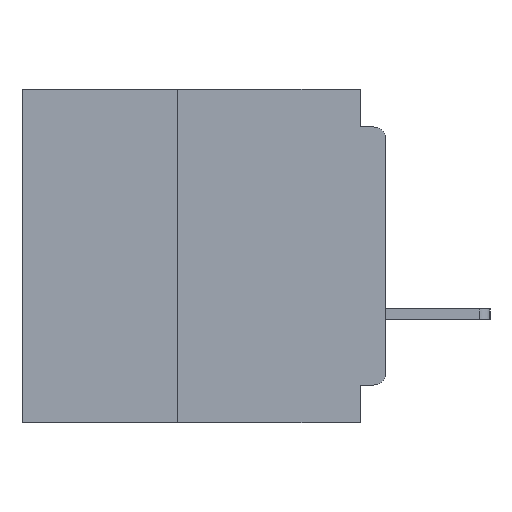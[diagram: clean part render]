
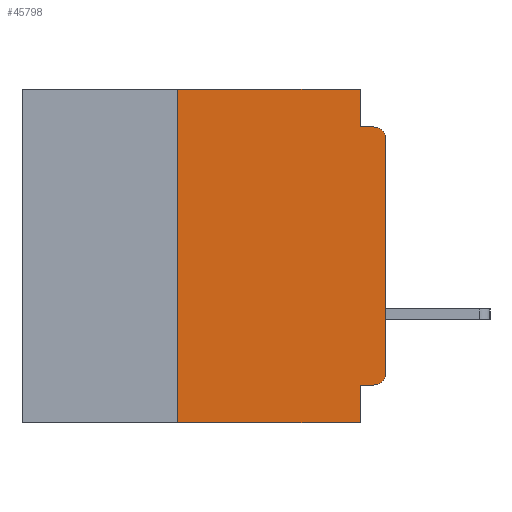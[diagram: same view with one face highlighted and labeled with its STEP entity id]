
A CAD part, left-side view. The second image highlights one B-rep face of the part: STEP entity #45798.
In plain terms, the highlighted planar face has unit normal (-1, 0, 0).
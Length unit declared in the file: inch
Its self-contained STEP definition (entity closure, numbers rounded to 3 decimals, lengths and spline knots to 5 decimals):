
#1057 = EDGE_CURVE ( 'NONE', #46427, #30493, #1632, .T. ) ;
#1632 = LINE ( 'NONE', #34575, #37770 ) ;
#2241 = CARTESIAN_POINT ( 'NONE',  ( 0., 0.031, 0. ) ) ;
#2379 = CARTESIAN_POINT ( 'NONE',  ( 0., 0.437, 0. ) ) ;
#2905 = DIRECTION ( 'NONE',  ( -1., 0., 0. ) ) ;
#4004 = EDGE_CURVE ( 'NONE', #50769, #11198, #53682, .T. ) ;
#4640 = VECTOR ( 'NONE', #19690, 39.37008 ) ;
#5215 = EDGE_CURVE ( 'NONE', #50769, #46427, #37344, .T. ) ;
#6389 = DIRECTION ( 'NONE',  ( 0., 0., -1. ) ) ;
#7036 = DIRECTION ( 'NONE',  ( 0., 0., -1. ) ) ;
#7092 = DIRECTION ( 'NONE',  ( 0., 0., 1. ) ) ;
#7154 = DIRECTION ( 'NONE',  ( 1., 0., 0. ) ) ;
#10975 = ORIENTED_EDGE ( 'NONE', *, *, #59372, .F. ) ;
#11198 = VERTEX_POINT ( 'NONE', #32682 ) ;
#12894 = VECTOR ( 'NONE', #49640, 39.37008 ) ;
#14388 = LINE ( 'NONE', #44928, #12894 ) ;
#14900 = VERTEX_POINT ( 'NONE', #30652 ) ;
#15338 = ORIENTED_EDGE ( 'NONE', *, *, #31096, .T. ) ;
#15487 = CARTESIAN_POINT ( 'NONE',  ( 0., 0.015, -0.06 ) ) ;
#15785 = VECTOR ( 'NONE', #32255, 39.37008 ) ;
#16631 = VECTOR ( 'NONE', #7092, 39.37008 ) ;
#17022 = CARTESIAN_POINT ( 'NONE',  ( 0., 0.031, -0.4 ) ) ;
#18880 = LINE ( 'NONE', #2241, #42405 ) ;
#19084 = EDGE_CURVE ( 'NONE', #26398, #30063, #40864, .T. ) ;
#19464 = AXIS2_PLACEMENT_3D ( 'NONE', #31123, #2905, #35847 ) ;
#19690 = DIRECTION ( 'NONE',  ( 0., -1., 0. ) ) ;
#20244 = DIRECTION ( 'NONE',  ( 0., 0., -1. ) ) ;
#20803 = CARTESIAN_POINT ( 'NONE',  ( 0., 0.437, 0. ) ) ;
#22111 = ORIENTED_EDGE ( 'NONE', *, *, #35226, .F. ) ;
#22829 = CARTESIAN_POINT ( 'NONE',  ( 0., 0.437, -0.4 ) ) ;
#26398 = VERTEX_POINT ( 'NONE', #29504 ) ;
#27373 = CARTESIAN_POINT ( 'NONE',  ( 0., 0.015, -0.045 ) ) ;
#27833 = AXIS2_PLACEMENT_3D ( 'NONE', #15487, #48366, #20244 ) ;
#28606 = ORIENTED_EDGE ( 'NONE', *, *, #19084, .T. ) ;
#29504 = CARTESIAN_POINT ( 'NONE',  ( 0., 0., -0.06 ) ) ;
#29771 = LINE ( 'NONE', #22829, #15785 ) ;
#30063 = VERTEX_POINT ( 'NONE', #27373 ) ;
#30493 = VERTEX_POINT ( 'NONE', #17022 ) ;
#30598 = PLANE ( 'NONE',  #57619 ) ;
#30652 = CARTESIAN_POINT ( 'NONE',  ( 0., 0.25, 0. ) ) ;
#31096 = EDGE_CURVE ( 'NONE', #11198, #26398, #14388, .T. ) ;
#31123 = CARTESIAN_POINT ( 'NONE',  ( 0., 0.015, -0.34 ) ) ;
#31724 = ORIENTED_EDGE ( 'NONE', *, *, #4004, .T. ) ;
#31888 = CARTESIAN_POINT ( 'NONE',  ( 0., 0.25, -0.4 ) ) ;
#32255 = DIRECTION ( 'NONE',  ( 0., -1., 0. ) ) ;
#32320 = EDGE_CURVE ( 'NONE', #53944, #30063, #43640, .T. ) ;
#32682 = CARTESIAN_POINT ( 'NONE',  ( 0., 0., -0.34 ) ) ;
#32799 = CARTESIAN_POINT ( 'NONE',  ( 0., 0.015, -0.355 ) ) ;
#33296 = CARTESIAN_POINT ( 'NONE',  ( 0., 0.031, -0.045 ) ) ;
#34575 = CARTESIAN_POINT ( 'NONE',  ( 0., 0.031, -0.4 ) ) ;
#35226 = EDGE_CURVE ( 'NONE', #48368, #14900, #54154, .T. ) ;
#35279 = CARTESIAN_POINT ( 'NONE',  ( 0., 0.25, -0.4 ) ) ;
#35847 = DIRECTION ( 'NONE',  ( 0., 0., -1. ) ) ;
#37344 = LINE ( 'NONE', #44973, #60911 ) ;
#37770 = VECTOR ( 'NONE', #6389, 39.37008 ) ;
#38651 = EDGE_LOOP ( 'NONE', ( #15338, #28606, #51344, #58650, #10975, #22111, #50793, #55574, #49276, #31724 ) ) ;
#39595 = EDGE_CURVE ( 'NONE', #48368, #30493, #29771, .T. ) ;
#40050 = DIRECTION ( 'NONE',  ( 0., 0., -1. ) ) ;
#40099 = CARTESIAN_POINT ( 'NONE',  ( 0., 0.031, -0.355 ) ) ;
#40235 = DIRECTION ( 'NONE',  ( 0., 1., 0. ) ) ;
#40864 = CIRCLE ( 'NONE', #27833, 0.015 ) ;
#42405 = VECTOR ( 'NONE', #7036, 39.37008 ) ;
#43315 = CARTESIAN_POINT ( 'NONE',  ( 0., 0., -0.045 ) ) ;
#43640 = LINE ( 'NONE', #43315, #4640 ) ;
#44027 = VERTEX_POINT ( 'NONE', #53825 ) ;
#44202 = DIRECTION ( 'NONE',  ( 0., -1., 0. ) ) ;
#44879 = FACE_OUTER_BOUND ( 'NONE', #38651, .T. ) ;
#44928 = CARTESIAN_POINT ( 'NONE',  ( 0., 0., 0. ) ) ;
#44973 = CARTESIAN_POINT ( 'NONE',  ( 0., 0., -0.355 ) ) ;
#45798 = ADVANCED_FACE ( 'NONE', ( #44879 ), #30598, .F. ) ;
#46427 = VERTEX_POINT ( 'NONE', #40099 ) ;
#48366 = DIRECTION ( 'NONE',  ( -1., 0., 0. ) ) ;
#48368 = VERTEX_POINT ( 'NONE', #31888 ) ;
#49276 = ORIENTED_EDGE ( 'NONE', *, *, #5215, .F. ) ;
#49640 = DIRECTION ( 'NONE',  ( 0., 0., 1. ) ) ;
#50769 = VERTEX_POINT ( 'NONE', #32799 ) ;
#50793 = ORIENTED_EDGE ( 'NONE', *, *, #39595, .T. ) ;
#51344 = ORIENTED_EDGE ( 'NONE', *, *, #32320, .F. ) ;
#53682 = CIRCLE ( 'NONE', #19464, 0.015 ) ;
#53825 = CARTESIAN_POINT ( 'NONE',  ( 0., 0.031, 0. ) ) ;
#53944 = VERTEX_POINT ( 'NONE', #33296 ) ;
#54154 = LINE ( 'NONE', #35279, #16631 ) ;
#55032 = VECTOR ( 'NONE', #44202, 39.37008 ) ;
#55574 = ORIENTED_EDGE ( 'NONE', *, *, #1057, .F. ) ;
#57619 = AXIS2_PLACEMENT_3D ( 'NONE', #2379, #7154, #40050 ) ;
#58650 = ORIENTED_EDGE ( 'NONE', *, *, #60255, .F. ) ;
#59372 = EDGE_CURVE ( 'NONE', #14900, #44027, #59509, .T. ) ;
#59509 = LINE ( 'NONE', #20803, #55032 ) ;
#60255 = EDGE_CURVE ( 'NONE', #44027, #53944, #18880, .T. ) ;
#60911 = VECTOR ( 'NONE', #40235, 39.37008 ) ;
